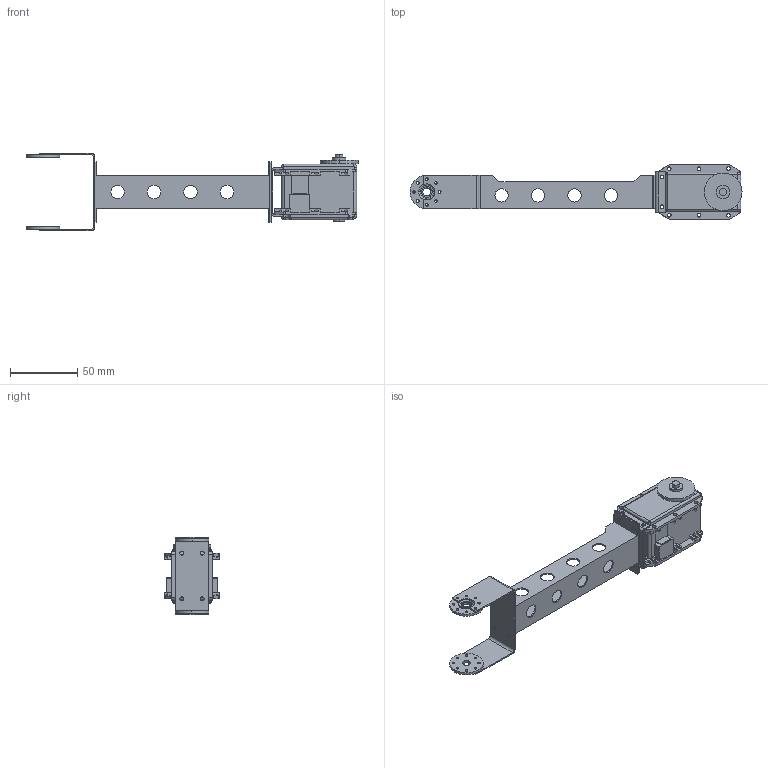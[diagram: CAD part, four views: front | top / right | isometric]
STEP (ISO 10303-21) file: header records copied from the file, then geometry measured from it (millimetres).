
FILE_DESCRIPTION (( 'STEP AP203' ), '1' );
FILE_NAME ('part3_xout_Default_sldprt.STEP', '2017-11-29T09:26:00', ( '' ), ( '' ), 'SwSTEP 2.0', 'SolidWorks 2016', '' );
FILE_SCHEMA (( 'CONFIG_CONTROL_DESIGN' ));
Length unit declared in the file: millimetre
Products named in the file (1): part3_xout_Default_sldprt
Bounding box: 246.3 x 40.2 x 57.3 mm (x, y, z)
Volume: 88239.5 mm3; surface area: 47970.9 mm2
Topology: 7 solids, 7 shells, 594 faces, 1634 edges, 1060 vertices
Faces by surface type: plane 306, cylinder 258, bspline 26, torus 4
Entity records: 20099 total; most frequent: CARTESIAN_POINT 4334, ORIENTED_EDGE 3252, DIRECTION 3246, EDGE_CURVE 1626, AXIS2_PLACEMENT_3D 1099, VERTEX_POINT 1060, LINE 1048, VECTOR 1048
